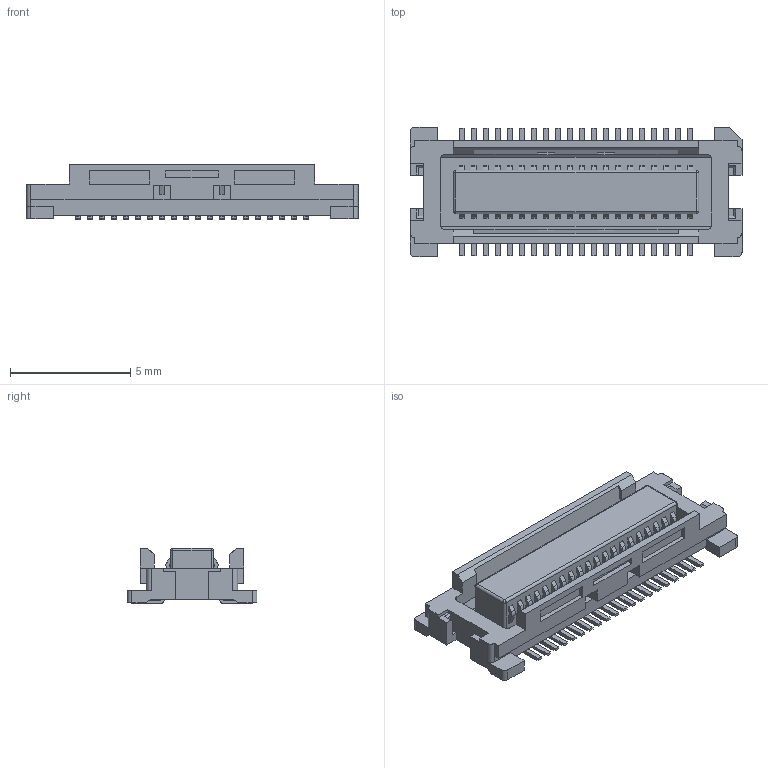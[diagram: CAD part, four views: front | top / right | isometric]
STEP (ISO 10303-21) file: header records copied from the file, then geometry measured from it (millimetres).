
FILE_DESCRIPTION(('FreeCAD Model'),'2;1');
FILE_NAME('Open CASCADE Shape Model','2025-08-30T19:33:19',( 'kicad StepUp'),('ksu MCAD'),'Open CASCADE STEP processor 7.6', 'FreeCAD','Unknown');
FILE_SCHEMA(('AUTOMOTIVE_DESIGN { 1 0 10303 214 1 1 1 1 }'));
Length unit declared in the file: millimetre
Products named in the file (1): _29910408_cp001
Bounding box: 13.8 x 5.4 x 2.3 mm (x, y, z)
Volume: 76 mm3; surface area: 341.5 mm2
Topology: 1 solids, 1 shells, 1074 faces, 3064 edges, 2028 vertices
Faces by surface type: plane 811, cylinder 259, sphere 4
Entity records: 34916 total; most frequent: CARTESIAN_POINT 6199, ORIENTED_EDGE 6128, DIRECTION 5728, EDGE_CURVE 3064, LINE 2542, VECTOR 2542, VERTEX_POINT 2028, AXIS2_PLACEMENT_3D 1593
